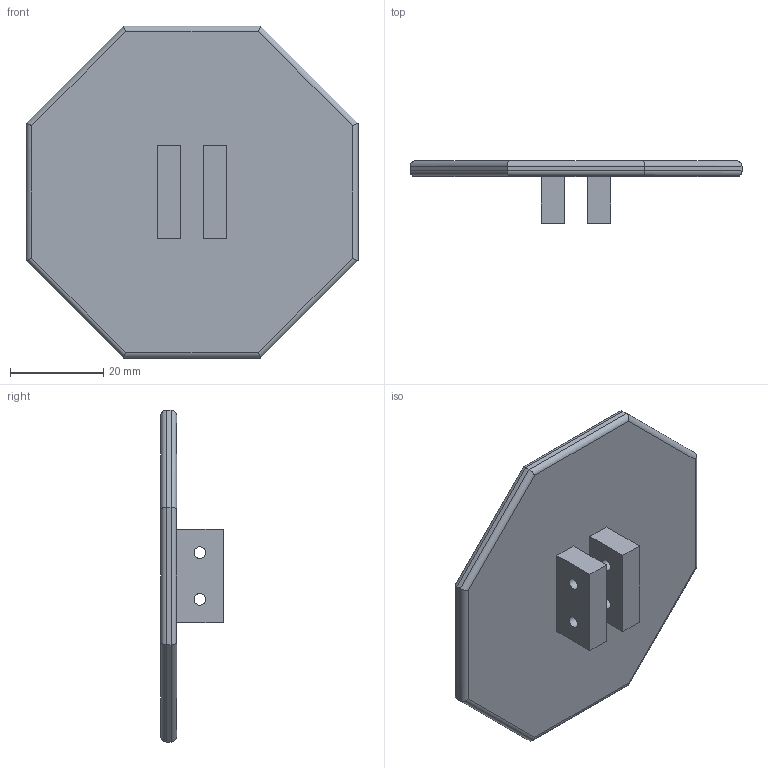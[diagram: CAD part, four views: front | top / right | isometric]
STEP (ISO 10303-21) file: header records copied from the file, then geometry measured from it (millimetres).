
FILE_DESCRIPTION(/* description */ (''),/* implementation_level */ '2;1');
FILE_NAME(/* name */ 'OV-PAM_bottom_2.stp',/* time_stamp */ '2023-07-14T16:08:13+09:00',/* author */ ('jsw'),/* organization */ (''),/* preprocessor_version */ 'ST-DEVELOPER v19.2',/* originating_system */ 'Autodesk Inventor 2024',/* authorisation */ '');
FILE_SCHEMA (('AUTOMOTIVE_DESIGN { 1 0 10303 214 3 1 1 }'));
Length unit declared in the file: millimetre
Products named in the file (1): OV-PAM_bottom_2
Bounding box: 71.18 x 13.4 x 71.18 mm (x, y, z)
Volume: 13412.2 mm3; surface area: 10473.3 mm2
Topology: 1 solids, 1 shells, 57 faces, 132 edges, 80 vertices
Faces by surface type: plane 37, cylinder 20
Full cylindrical faces by diameter (mm): 2.5 x4
Entity records: 1637 total; most frequent: DIRECTION 272, CARTESIAN_POINT 270, ORIENTED_EDGE 264, EDGE_CURVE 132, LINE 108, VECTOR 108, AXIS2_PLACEMENT_3D 82, VERTEX_POINT 80
